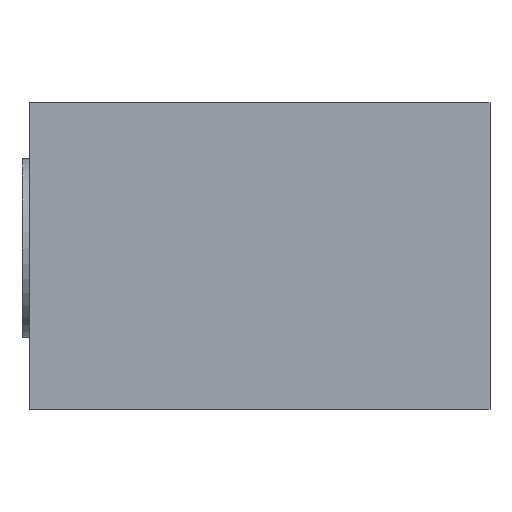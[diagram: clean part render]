
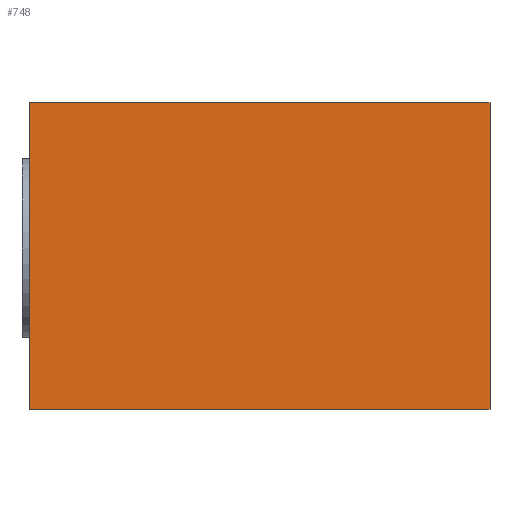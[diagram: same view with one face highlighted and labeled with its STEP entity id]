
A CAD part, front view. The second image highlights one B-rep face of the part: STEP entity #748.
In plain terms, the highlighted planar face has unit normal (0, -1, 0).
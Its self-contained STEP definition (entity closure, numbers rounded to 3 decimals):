
#87=PLANE('',#813);
#133=FACE_OUTER_BOUND('',#188,.T.);
#188=EDGE_LOOP('',(#683,#684,#685,#686));
#207=LINE('',#3751,#274);
#252=LINE('',#3874,#319);
#256=LINE('',#3881,#323);
#257=LINE('',#3883,#324);
#274=VECTOR('',#870,10.);
#319=VECTOR('',#995,10.);
#323=VECTOR('',#1001,10.);
#324=VECTOR('',#1004,10.);
#360=VERTEX_POINT('',#3748);
#361=VERTEX_POINT('',#3750);
#399=VERTEX_POINT('',#3873);
#401=VERTEX_POINT('',#3879);
#435=EDGE_CURVE('',#361,#360,#207,.T.);
#494=EDGE_CURVE('',#361,#399,#252,.T.);
#498=EDGE_CURVE('',#401,#360,#256,.T.);
#499=EDGE_CURVE('',#399,#401,#257,.T.);
#683=ORIENTED_EDGE('',*,*,#435,.T.);
#684=ORIENTED_EDGE('',*,*,#498,.F.);
#685=ORIENTED_EDGE('',*,*,#499,.F.);
#686=ORIENTED_EDGE('',*,*,#494,.F.);
#748=ADVANCED_FACE('',(#133),#87,.F.);
#813=AXIS2_PLACEMENT_3D('',#3885,#1006,#1007);
#870=DIRECTION('',(0.,0.,-1.));
#995=DIRECTION('',(1.,0.,0.));
#1001=DIRECTION('',(-1.,0.,0.));
#1004=DIRECTION('',(0.,0.,-1.));
#1006=DIRECTION('center_axis',(0.,1.,0.));
#1007=DIRECTION('ref_axis',(0.,0.,-1.));
#3748=CARTESIAN_POINT('',(-55.,-30.,-5.));
#3750=CARTESIAN_POINT('',(-55.,-30.,75.));
#3751=CARTESIAN_POINT('',(-55.,-30.,35.));
#3873=CARTESIAN_POINT('',(65.,-30.,75.));
#3874=CARTESIAN_POINT('',(5.,-30.,75.));
#3879=CARTESIAN_POINT('',(65.,-30.,-5.));
#3881=CARTESIAN_POINT('',(5.,-30.,-5.));
#3883=CARTESIAN_POINT('',(65.,-30.,35.));
#3885=CARTESIAN_POINT('Origin',(5.,-30.,35.));
